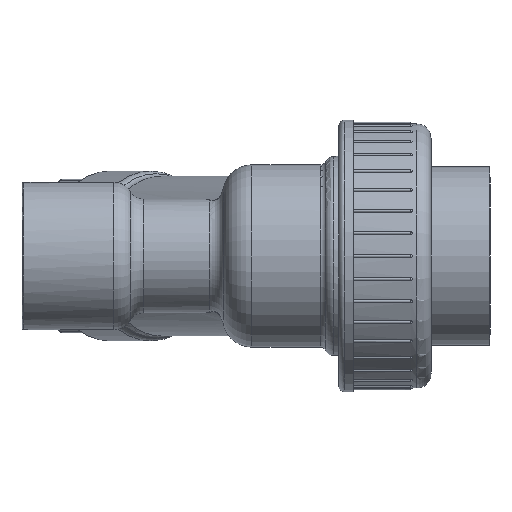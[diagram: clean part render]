
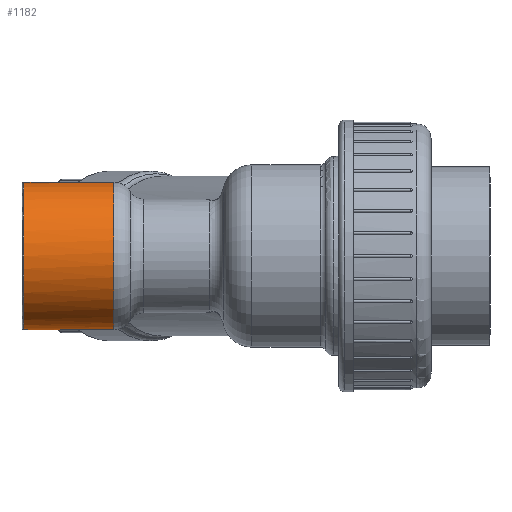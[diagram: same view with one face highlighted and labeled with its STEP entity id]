
A CAD part, front view. The second image highlights one B-rep face of the part: STEP entity #1182.
In plain terms, the highlighted cylindrical face has radius 15.296 mm (diameter 30.592 mm), a full revolution.
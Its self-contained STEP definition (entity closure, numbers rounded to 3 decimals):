
#1182=ADVANCED_FACE('',(#1793,#1794),#1525,.T.);
#1525=CYLINDRICAL_SURFACE('',#5708,15.296);
#1630=B_SPLINE_CURVE_WITH_KNOTS('',3,(#8399,#8400,#8401,#8402,#8403,#8404),
 .UNSPECIFIED.,.F.,.F.,(4,2,4),(0.,0.5,1.),.UNSPECIFIED.);
#1793=FACE_BOUND('',#2011,.T.);
#1794=FACE_BOUND('',#2012,.T.);
#2011=EDGE_LOOP('',(#2479));
#2012=EDGE_LOOP('',(#2480,#2481));
#2479=ORIENTED_EDGE('',*,*,#4583,.T.);
#2480=ORIENTED_EDGE('',*,*,#4584,.F.);
#2481=ORIENTED_EDGE('',*,*,#4585,.T.);
#4033=VERTEX_POINT('',#8398);
#4034=VERTEX_POINT('',#8405);
#4035=VERTEX_POINT('',#8406);
#4583=EDGE_CURVE('',#4033,#4033,#5351,.T.);
#4584=EDGE_CURVE('',#4034,#4035,#1630,.T.);
#4585=EDGE_CURVE('',#4034,#4035,#5352,.T.);
#5351=CIRCLE('',#5706,15.296);
#5352=CIRCLE('',#5707,15.296);
#5706=AXIS2_PLACEMENT_3D('',#8397,#6392,#6393);
#5707=AXIS2_PLACEMENT_3D('',#8407,#6394,#6395);
#5708=AXIS2_PLACEMENT_3D('',#8408,#6396,#6397);
#6392=DIRECTION('',(1.,0.,0.));
#6393=DIRECTION('',(0.,0.,1.));
#6394=DIRECTION('',(-1.,0.,0.));
#6395=DIRECTION('',(0.,0.,1.));
#6396=DIRECTION('',(-1.,0.,0.));
#6397=DIRECTION('',(0.,0.,1.));
#8397=CARTESIAN_POINT('',(-105.736,-79.274,-88.223));
#8398=CARTESIAN_POINT('',(-105.736,-79.274,-72.927));
#8399=CARTESIAN_POINT('',(-87.043,-64.683,-92.812));
#8400=CARTESIAN_POINT('',(-87.923,-64.26,-91.469));
#8401=CARTESIAN_POINT('',(-88.512,-63.979,-89.887));
#8402=CARTESIAN_POINT('',(-88.516,-63.977,-86.578));
#8403=CARTESIAN_POINT('',(-87.924,-64.26,-84.979));
#8404=CARTESIAN_POINT('',(-87.043,-64.683,-83.634));
#8405=CARTESIAN_POINT('',(-87.043,-64.683,-92.812));
#8406=CARTESIAN_POINT('',(-87.043,-64.683,-83.634));
#8407=CARTESIAN_POINT('',(-87.043,-79.274,-88.223));
#8408=CARTESIAN_POINT('',(-29.276,-79.274,-88.223));
